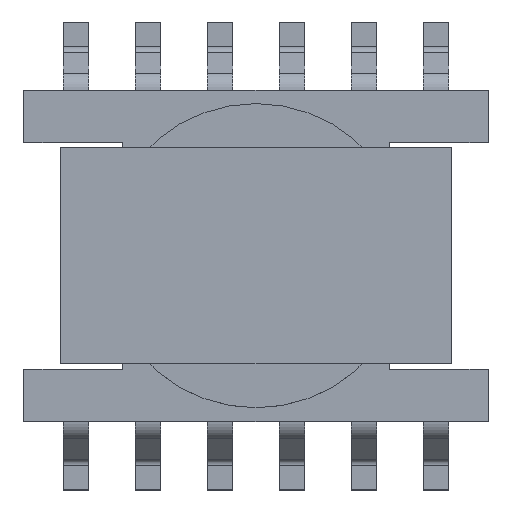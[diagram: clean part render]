
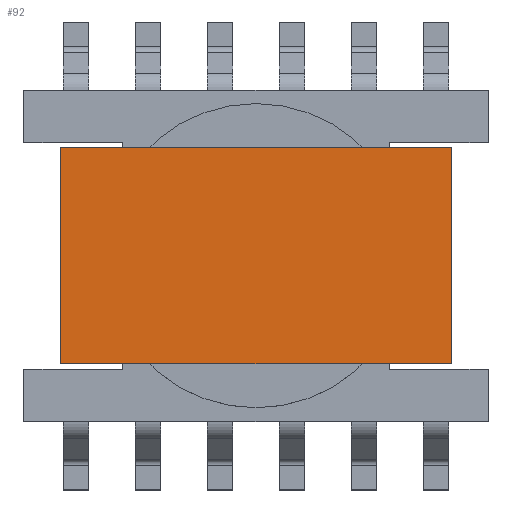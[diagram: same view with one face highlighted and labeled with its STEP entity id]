
A CAD part, top view. The second image highlights one B-rep face of the part: STEP entity #92.
In plain terms, the highlighted planar face has unit normal (0, 0, 1).
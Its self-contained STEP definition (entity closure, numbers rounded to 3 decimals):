
#92 = ADVANCED_FACE( '', ( #171 ), #172, .T. );
#171 = FACE_OUTER_BOUND( '', #245, .T. );
#172 = PLANE( '', #246 );
#245 = EDGE_LOOP( '', ( #559, #560, #561, #562 ) );
#246 = AXIS2_PLACEMENT_3D( '', #563, #564, #565 );
#559 = ORIENTED_EDGE( '', *, *, #909, .F. );
#560 = ORIENTED_EDGE( '', *, *, #949, .F. );
#561 = ORIENTED_EDGE( '', *, *, #955, .T. );
#562 = ORIENTED_EDGE( '', *, *, #961, .T. );
#563 = CARTESIAN_POINT( '', ( -5.425, -3., 2.45 ) );
#564 = DIRECTION( '', ( 0., 0., 1. ) );
#565 = DIRECTION( '', ( 1., 0., 0. ) );
#909 = EDGE_CURVE( '', #1303, #1305, #1306, .T. );
#949 = EDGE_CURVE( '', #1364, #1303, #1366, .T. );
#955 = EDGE_CURVE( '', #1364, #1374, #1376, .T. );
#961 = EDGE_CURVE( '', #1374, #1305, #1382, .T. );
#1303 = VERTEX_POINT( '', #2691 );
#1305 = VERTEX_POINT( '', #2694 );
#1306 = LINE( '', #2695, #2696 );
#1364 = VERTEX_POINT( '', #2773 );
#1366 = LINE( '', #2776, #2777 );
#1374 = VERTEX_POINT( '', #2788 );
#1376 = LINE( '', #2791, #2792 );
#1382 = LINE( '', #2800, #2801 );
#2691 = CARTESIAN_POINT( '', ( -5.425, 3., 2.45 ) );
#2694 = CARTESIAN_POINT( '', ( 5.425, 3., 2.45 ) );
#2695 = CARTESIAN_POINT( '', ( -5.425, 3., 2.45 ) );
#2696 = VECTOR( '', #3224, 1000. );
#2773 = CARTESIAN_POINT( '', ( -5.425, -3., 2.45 ) );
#2776 = CARTESIAN_POINT( '', ( -5.425, -3., 2.45 ) );
#2777 = VECTOR( '', #3272, 1000. );
#2788 = CARTESIAN_POINT( '', ( 5.425, -3., 2.45 ) );
#2791 = CARTESIAN_POINT( '', ( -5.425, -3., 2.45 ) );
#2792 = VECTOR( '', #3277, 1000. );
#2800 = CARTESIAN_POINT( '', ( 5.425, -3., 2.45 ) );
#2801 = VECTOR( '', #3280, 1000. );
#3224 = DIRECTION( '', ( 1., 0., 0. ) );
#3272 = DIRECTION( '', ( 0., 1., 0. ) );
#3277 = DIRECTION( '', ( 1., 0., 0. ) );
#3280 = DIRECTION( '', ( 0., 1., 0. ) );
